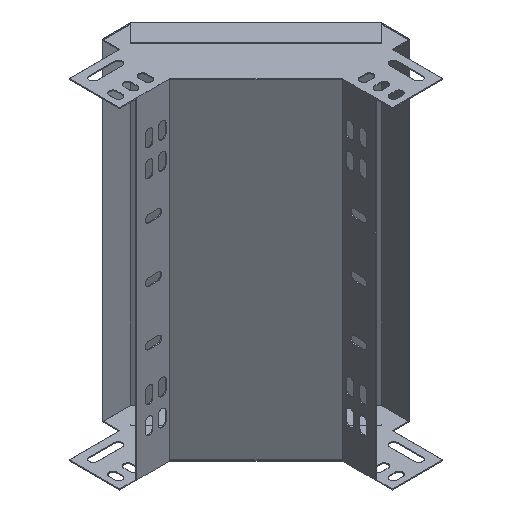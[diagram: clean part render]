
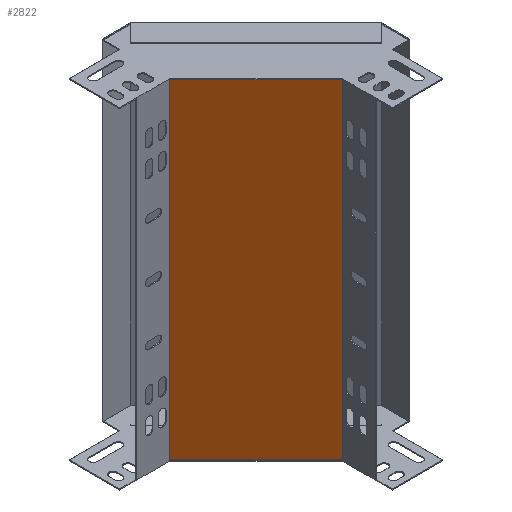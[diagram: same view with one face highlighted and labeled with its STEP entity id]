
A CAD part, isometric view. The second image highlights one B-rep face of the part: STEP entity #2822.
In plain terms, the highlighted planar face has unit normal (-0.707, -0.707, 0).
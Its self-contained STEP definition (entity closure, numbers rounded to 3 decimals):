
#253 = CARTESIAN_POINT ( 'NONE',  ( -11.442, -39.734, -29.171 ) ) ;
#544 = LINE ( 'NONE', #3300, #5889 ) ;
#1054 = DIRECTION ( 'NONE',  ( 0., 0., -1. ) ) ;
#1321 = VECTOR ( 'NONE', #6995, 1000. ) ;
#1401 = LINE ( 'NONE', #6503, #7210 ) ;
#1596 = CARTESIAN_POINT ( 'NONE',  ( -11.442, -39.734, 270.829 ) ) ;
#1694 = VECTOR ( 'NONE', #1054, 1000. ) ;
#1847 = CARTESIAN_POINT ( 'NONE',  ( 27.976, -79.153, -29.171 ) ) ;
#2437 = VECTOR ( 'NONE', #2642, 1000. ) ;
#2642 = DIRECTION ( 'NONE',  ( -0.707, 0.707, 0. ) ) ;
#2653 = CARTESIAN_POINT ( 'NONE',  ( -50.86, -0.316, -29.171 ) ) ;
#2714 = CARTESIAN_POINT ( 'NONE',  ( -50.86, -0.316, 270.829 ) ) ;
#2812 = LINE ( 'NONE', #5350, #1321 ) ;
#2822 = ADVANCED_FACE ( 'NONE', ( #3333 ), #3911, .T. ) ;
#3003 = CARTESIAN_POINT ( 'NONE',  ( 27.979, -79.156, -29.171 ) ) ;
#3129 = LINE ( 'NONE', #5606, #1694 ) ;
#3284 = DIRECTION ( 'NONE',  ( -0.707, 0.707, 0. ) ) ;
#3300 = CARTESIAN_POINT ( 'NONE',  ( -50.86, -0.316, 270.829 ) ) ;
#3301 = EDGE_CURVE ( 'NONE', #7097, #6592, #544, .T. ) ;
#3333 = FACE_OUTER_BOUND ( 'NONE', #3366, .T. ) ;
#3339 = ORIENTED_EDGE ( 'NONE', *, *, #5078, .F. ) ;
#3366 = EDGE_LOOP ( 'NONE', ( #3339, #3426, #3507, #4315, #4322, #4627 ) ) ;
#3426 = ORIENTED_EDGE ( 'NONE', *, *, #5122, .F. ) ;
#3507 = ORIENTED_EDGE ( 'NONE', *, *, #4031, .T. ) ;
#3836 = DIRECTION ( 'NONE',  ( 0.707, -0.707, 0. ) ) ;
#3845 = DIRECTION ( 'NONE',  ( -0.707, -0.707, 0. ) ) ;
#3867 = CARTESIAN_POINT ( 'NONE',  ( 27.979, -79.156, 270.829 ) ) ;
#3911 = PLANE ( 'NONE',  #5270 ) ;
#4031 = EDGE_CURVE ( 'NONE', #5044, #7097, #5126, .T. ) ;
#4186 = DIRECTION ( 'NONE',  ( -0.707, 0.707, 0. ) ) ;
#4315 = ORIENTED_EDGE ( 'NONE', *, *, #3301, .T. ) ;
#4322 = ORIENTED_EDGE ( 'NONE', *, *, #5665, .T. ) ;
#4585 = LINE ( 'NONE', #3003, #5865 ) ;
#4627 = ORIENTED_EDGE ( 'NONE', *, *, #5276, .T. ) ;
#5044 = VERTEX_POINT ( 'NONE', #6969 ) ;
#5078 = EDGE_CURVE ( 'NONE', #7292, #6966, #4585, .T. ) ;
#5122 = EDGE_CURVE ( 'NONE', #5044, #7292, #2812, .T. ) ;
#5126 = LINE ( 'NONE', #6047, #2437 ) ;
#5270 = AXIS2_PLACEMENT_3D ( 'NONE', #3867, #3845, #3836 ) ;
#5276 = EDGE_CURVE ( 'NONE', #5540, #6966, #1401, .T. ) ;
#5350 = CARTESIAN_POINT ( 'NONE',  ( 27.976, -79.153, 270.829 ) ) ;
#5540 = VERTEX_POINT ( 'NONE', #2653 ) ;
#5606 = CARTESIAN_POINT ( 'NONE',  ( -50.86, -0.316, 270.829 ) ) ;
#5665 = EDGE_CURVE ( 'NONE', #6592, #5540, #3129, .T. ) ;
#5865 = VECTOR ( 'NONE', #4186, 1000. ) ;
#5889 = VECTOR ( 'NONE', #3284, 1000. ) ;
#6047 = CARTESIAN_POINT ( 'NONE',  ( 27.979, -79.156, 270.829 ) ) ;
#6503 = CARTESIAN_POINT ( 'NONE',  ( 27.979, -79.156, -29.171 ) ) ;
#6527 = DIRECTION ( 'NONE',  ( 0.707, -0.707, 0. ) ) ;
#6592 = VERTEX_POINT ( 'NONE', #2714 ) ;
#6966 = VERTEX_POINT ( 'NONE', #253 ) ;
#6969 = CARTESIAN_POINT ( 'NONE',  ( 27.976, -79.153, 270.829 ) ) ;
#6995 = DIRECTION ( 'NONE',  ( 0., 0., -1. ) ) ;
#7097 = VERTEX_POINT ( 'NONE', #1596 ) ;
#7210 = VECTOR ( 'NONE', #6527, 1000. ) ;
#7292 = VERTEX_POINT ( 'NONE', #1847 ) ;
